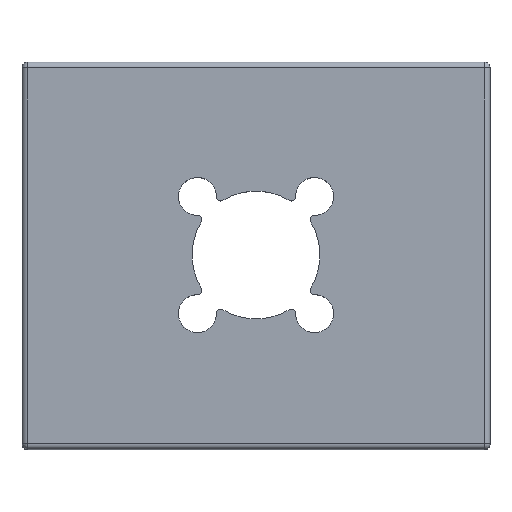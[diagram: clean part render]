
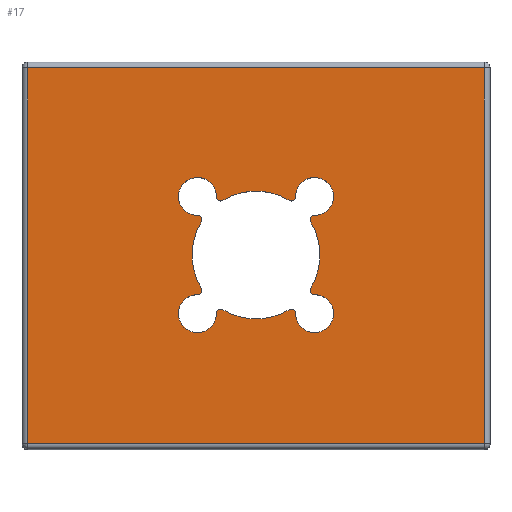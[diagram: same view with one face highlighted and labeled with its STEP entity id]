
A CAD part, top view. The second image highlights one B-rep face of the part: STEP entity #17.
In plain terms, the highlighted planar face has unit normal (0, 0, 1).
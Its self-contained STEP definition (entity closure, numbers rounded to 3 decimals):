
#17 = ADVANCED_FACE('',(#18,#52),#198,.T.);
#18 = FACE_BOUND('',#19,.T.);
#19 = EDGE_LOOP('',(#20,#30,#38,#46));
#20 = ORIENTED_EDGE('',*,*,#21,.F.);
#21 = EDGE_CURVE('',#22,#24,#26,.T.);
#22 = VERTEX_POINT('',#23);
#23 = CARTESIAN_POINT('',(245.244,-418.535,1.12));
#24 = VERTEX_POINT('',#25);
#25 = CARTESIAN_POINT('',(245.244,-386.805,1.12));
#26 = LINE('',#27,#28);
#27 = CARTESIAN_POINT('',(245.244,-419.035,1.12));
#28 = VECTOR('',#29,1.);
#29 = DIRECTION('',(0.,1.,0.));
#30 = ORIENTED_EDGE('',*,*,#31,.T.);
#31 = EDGE_CURVE('',#22,#32,#34,.T.);
#32 = VERTEX_POINT('',#33);
#33 = CARTESIAN_POINT('',(283.764,-418.535,1.12));
#34 = LINE('',#35,#36);
#35 = CARTESIAN_POINT('',(244.744,-418.535,1.12));
#36 = VECTOR('',#37,1.);
#37 = DIRECTION('',(1.,0.,0.));
#38 = ORIENTED_EDGE('',*,*,#39,.T.);
#39 = EDGE_CURVE('',#32,#40,#42,.T.);
#40 = VERTEX_POINT('',#41);
#41 = CARTESIAN_POINT('',(283.764,-386.805,1.12));
#42 = LINE('',#43,#44);
#43 = CARTESIAN_POINT('',(283.764,-419.035,1.12));
#44 = VECTOR('',#45,1.);
#45 = DIRECTION('',(0.,1.,0.));
#46 = ORIENTED_EDGE('',*,*,#47,.F.);
#47 = EDGE_CURVE('',#24,#40,#48,.T.);
#48 = LINE('',#49,#50);
#49 = CARTESIAN_POINT('',(244.744,-386.805,1.12));
#50 = VECTOR('',#51,1.);
#51 = DIRECTION('',(1.,0.,0.));
#52 = FACE_BOUND('',#53,.T.);
#53 = EDGE_LOOP('',(#54,#65,#74,#83,#92,#101,#110,#119,#128,#137,#146,
    #155,#164,#173,#182,#191));
#54 = ORIENTED_EDGE('',*,*,#55,.T.);
#55 = EDGE_CURVE('',#56,#58,#60,.T.);
#56 = VERTEX_POINT('',#57);
#57 = CARTESIAN_POINT('',(267.307,-407.221,1.12));
#58 = VERTEX_POINT('',#59);
#59 = CARTESIAN_POINT('',(261.701,-407.221,1.12));
#60 = CIRCLE('',#61,5.4);
#61 = AXIS2_PLACEMENT_3D('',#62,#63,#64);
#62 = CARTESIAN_POINT('',(264.504,-402.605,1.12));
#63 = DIRECTION('',(0.,0.,-1.));
#64 = DIRECTION('',(-0.519,-0.855,-0.));
#65 = ORIENTED_EDGE('',*,*,#66,.T.);
#66 = EDGE_CURVE('',#58,#67,#69,.T.);
#67 = VERTEX_POINT('',#68);
#68 = CARTESIAN_POINT('',(261.154,-407.533,1.12));
#69 = CIRCLE('',#70,0.36);
#70 = AXIS2_PLACEMENT_3D('',#71,#72,#73);
#71 = CARTESIAN_POINT('',(261.514,-407.528,1.12));
#72 = DIRECTION('',(0.,-0.,1.));
#73 = DIRECTION('',(0.519,0.855,0.));
#74 = ORIENTED_EDGE('',*,*,#75,.T.);
#75 = EDGE_CURVE('',#67,#76,#78,.T.);
#76 = VERTEX_POINT('',#77);
#77 = CARTESIAN_POINT('',(259.576,-405.955,1.12));
#78 = CIRCLE('',#79,1.6);
#79 = AXIS2_PLACEMENT_3D('',#80,#81,#82);
#80 = CARTESIAN_POINT('',(259.554,-407.555,1.12));
#81 = DIRECTION('',(0.,0.,-1.));
#82 = DIRECTION('',(0.014,1.,0.));
#83 = ORIENTED_EDGE('',*,*,#84,.T.);
#84 = EDGE_CURVE('',#76,#85,#87,.T.);
#85 = VERTEX_POINT('',#86);
#86 = CARTESIAN_POINT('',(259.888,-405.408,1.12));
#87 = CIRCLE('',#88,0.36);
#88 = AXIS2_PLACEMENT_3D('',#89,#90,#91);
#89 = CARTESIAN_POINT('',(259.581,-405.595,1.12));
#90 = DIRECTION('',(0.,0.,1.));
#91 = DIRECTION('',(-0.014,-1.,0.));
#92 = ORIENTED_EDGE('',*,*,#93,.T.);
#93 = EDGE_CURVE('',#85,#94,#96,.T.);
#94 = VERTEX_POINT('',#95);
#95 = CARTESIAN_POINT('',(259.888,-399.802,1.12));
#96 = CIRCLE('',#97,5.4);
#97 = AXIS2_PLACEMENT_3D('',#98,#99,#100);
#98 = CARTESIAN_POINT('',(264.504,-402.605,1.12));
#99 = DIRECTION('',(0.,0.,-1.));
#100 = DIRECTION('',(-0.855,0.519,0.));
#101 = ORIENTED_EDGE('',*,*,#102,.T.);
#102 = EDGE_CURVE('',#94,#103,#105,.T.);
#103 = VERTEX_POINT('',#104);
#104 = CARTESIAN_POINT('',(259.576,-399.255,1.12));
#105 = CIRCLE('',#106,0.36);
#106 = AXIS2_PLACEMENT_3D('',#107,#108,#109);
#107 = CARTESIAN_POINT('',(259.581,-399.615,1.12));
#108 = DIRECTION('',(-0.,0.,1.));
#109 = DIRECTION('',(0.855,-0.519,0.));
#110 = ORIENTED_EDGE('',*,*,#111,.T.);
#111 = EDGE_CURVE('',#103,#112,#114,.T.);
#112 = VERTEX_POINT('',#113);
#113 = CARTESIAN_POINT('',(261.154,-397.677,1.12));
#114 = CIRCLE('',#115,1.6);
#115 = AXIS2_PLACEMENT_3D('',#116,#117,#118);
#116 = CARTESIAN_POINT('',(259.554,-397.655,1.12));
#117 = DIRECTION('',(0.,0.,-1.));
#118 = DIRECTION('',(1.,-0.014,0.));
#119 = ORIENTED_EDGE('',*,*,#120,.T.);
#120 = EDGE_CURVE('',#112,#121,#123,.T.);
#121 = VERTEX_POINT('',#122);
#122 = CARTESIAN_POINT('',(261.701,-397.99,1.12));
#123 = CIRCLE('',#124,0.36);
#124 = AXIS2_PLACEMENT_3D('',#125,#126,#127);
#125 = CARTESIAN_POINT('',(261.514,-397.682,1.12));
#126 = DIRECTION('',(0.,0.,1.));
#127 = DIRECTION('',(-1.,0.014,0.));
#128 = ORIENTED_EDGE('',*,*,#129,.T.);
#129 = EDGE_CURVE('',#121,#130,#132,.T.);
#130 = VERTEX_POINT('',#131);
#131 = CARTESIAN_POINT('',(267.307,-397.99,1.12));
#132 = CIRCLE('',#133,5.4);
#133 = AXIS2_PLACEMENT_3D('',#134,#135,#136);
#134 = CARTESIAN_POINT('',(264.504,-402.605,1.12));
#135 = DIRECTION('',(0.,0.,-1.));
#136 = DIRECTION('',(0.519,0.855,0.));
#137 = ORIENTED_EDGE('',*,*,#138,.T.);
#138 = EDGE_CURVE('',#130,#139,#141,.T.);
#139 = VERTEX_POINT('',#140);
#140 = CARTESIAN_POINT('',(267.854,-397.677,1.12));
#141 = CIRCLE('',#142,0.36);
#142 = AXIS2_PLACEMENT_3D('',#143,#144,#145);
#143 = CARTESIAN_POINT('',(267.494,-397.682,1.12));
#144 = DIRECTION('',(0.,0.,1.));
#145 = DIRECTION('',(-0.519,-0.855,0.));
#146 = ORIENTED_EDGE('',*,*,#147,.T.);
#147 = EDGE_CURVE('',#139,#148,#150,.T.);
#148 = VERTEX_POINT('',#149);
#149 = CARTESIAN_POINT('',(269.432,-399.255,1.12));
#150 = CIRCLE('',#151,1.6);
#151 = AXIS2_PLACEMENT_3D('',#152,#153,#154);
#152 = CARTESIAN_POINT('',(269.454,-397.655,1.12));
#153 = DIRECTION('',(0.,0.,-1.));
#154 = DIRECTION('',(-0.014,-1.,-0.));
#155 = ORIENTED_EDGE('',*,*,#156,.T.);
#156 = EDGE_CURVE('',#148,#157,#159,.T.);
#157 = VERTEX_POINT('',#158);
#158 = CARTESIAN_POINT('',(269.119,-399.802,1.12));
#159 = CIRCLE('',#160,0.36);
#160 = AXIS2_PLACEMENT_3D('',#161,#162,#163);
#161 = CARTESIAN_POINT('',(269.427,-399.615,1.12));
#162 = DIRECTION('',(0.,-0.,1.));
#163 = DIRECTION('',(0.014,1.,0.));
#164 = ORIENTED_EDGE('',*,*,#165,.T.);
#165 = EDGE_CURVE('',#157,#166,#168,.T.);
#166 = VERTEX_POINT('',#167);
#167 = CARTESIAN_POINT('',(269.119,-405.408,1.12));
#168 = CIRCLE('',#169,5.4);
#169 = AXIS2_PLACEMENT_3D('',#170,#171,#172);
#170 = CARTESIAN_POINT('',(264.504,-402.605,1.12));
#171 = DIRECTION('',(0.,0.,-1.));
#172 = DIRECTION('',(0.855,-0.519,0.));
#173 = ORIENTED_EDGE('',*,*,#174,.T.);
#174 = EDGE_CURVE('',#166,#175,#177,.T.);
#175 = VERTEX_POINT('',#176);
#176 = CARTESIAN_POINT('',(269.432,-405.955,1.12));
#177 = CIRCLE('',#178,0.36);
#178 = AXIS2_PLACEMENT_3D('',#179,#180,#181);
#179 = CARTESIAN_POINT('',(269.427,-405.595,1.12));
#180 = DIRECTION('',(0.,0.,1.));
#181 = DIRECTION('',(-0.855,0.519,0.));
#182 = ORIENTED_EDGE('',*,*,#183,.T.);
#183 = EDGE_CURVE('',#175,#184,#186,.T.);
#184 = VERTEX_POINT('',#185);
#185 = CARTESIAN_POINT('',(267.854,-407.533,1.12));
#186 = CIRCLE('',#187,1.6);
#187 = AXIS2_PLACEMENT_3D('',#188,#189,#190);
#188 = CARTESIAN_POINT('',(269.454,-407.555,1.12));
#189 = DIRECTION('',(0.,0.,-1.));
#190 = DIRECTION('',(-1.,0.014,0.));
#191 = ORIENTED_EDGE('',*,*,#192,.T.);
#192 = EDGE_CURVE('',#184,#56,#193,.T.);
#193 = CIRCLE('',#194,0.36);
#194 = AXIS2_PLACEMENT_3D('',#195,#196,#197);
#195 = CARTESIAN_POINT('',(267.494,-407.528,1.12));
#196 = DIRECTION('',(-0.,0.,1.));
#197 = DIRECTION('',(1.,-0.014,0.));
#198 = PLANE('',#199);
#199 = AXIS2_PLACEMENT_3D('',#200,#201,#202);
#200 = CARTESIAN_POINT('',(264.504,-402.67,1.12));
#201 = DIRECTION('',(0.,0.,1.));
#202 = DIRECTION('',(0.,1.,0.));
